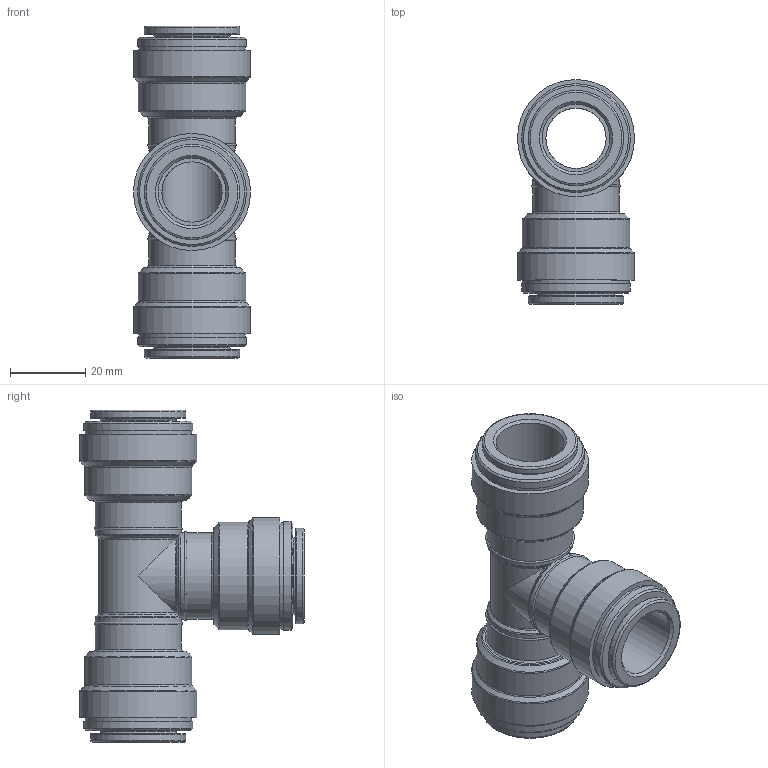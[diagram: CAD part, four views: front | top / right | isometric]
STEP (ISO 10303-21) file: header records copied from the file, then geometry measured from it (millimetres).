
FILE_DESCRIPTION(/* description */ ('STEP AP214'),/* implementation_level */ '2;1');
FILE_NAME(/* name */ '177689_CQT-18',/* time_stamp */ '2024-08-08T14:32:51+02:00',/* author */ ('License CC BY-ND 4.0'),/* organization */ ('CADENAS'),/* preprocessor_version */ 'ST-DEVELOPER v19.3',/* originating_system */ 'PARTsolutions',/* authorisation */ ' ');
FILE_SCHEMA (('AUTOMOTIVE_DESIGN {1 0 10303 214 3 1 1}'));
Length unit declared in the file: millimetre
Products named in the file (1): 177689 CQT-18
Bounding box: 31.1 x 59.65 x 88.2 mm (x, y, z)
Volume: 36589.3 mm3; surface area: 19827.8 mm2
Topology: 1 solids, 1 shells, 104 faces, 196 edges, 111 vertices
Faces by surface type: torus 35, cylinder 32, plane 21, cone 16
Full cylindrical faces by diameter (mm): 16 x2, 18 x3, 20.07 x3, 22.9 x6, 25.3 x3, 28.3 x3, 28.5 x3, 28.9 x3, 31.1 x3
Entity records: 2264 total; most frequent: DIRECTION 432, CARTESIAN_POINT 387, ORIENTED_EDGE 246, AXIS2_PLACEMENT_3D 216, EDGE_LOOP 194, FACE_BOUND 194, EDGE_CURVE 123, VERTEX_POINT 107
